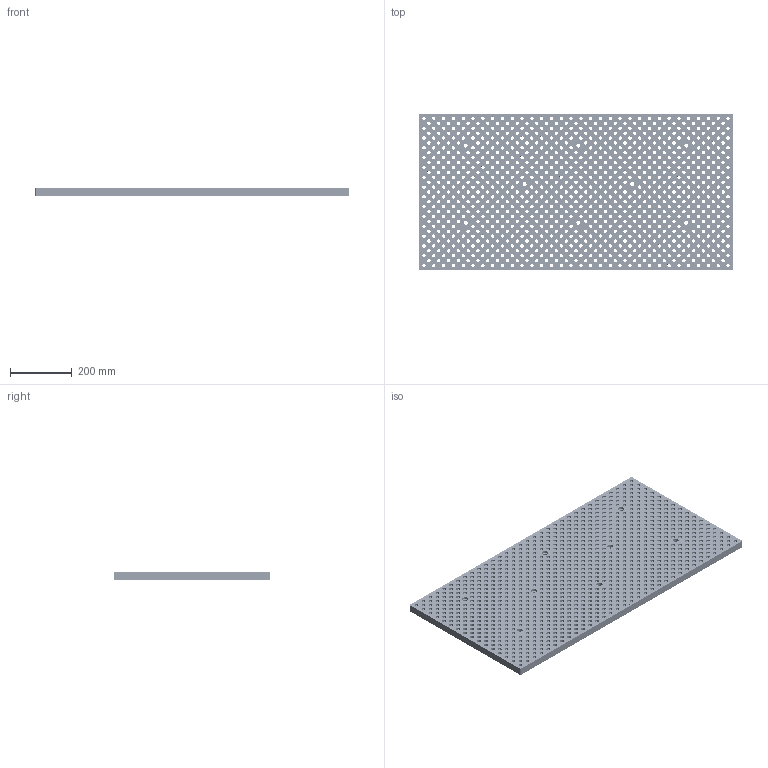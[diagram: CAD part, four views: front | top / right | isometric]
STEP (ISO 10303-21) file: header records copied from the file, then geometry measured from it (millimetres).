
FILE_DESCRIPTION(/* description */ (''),/* implementation_level */ '2;1');
FILE_NAME(/* name */ 'Haas VF-2YT Fixture Plate.step',/* time_stamp */ '2022-12-29T13:04:25-05:00',/* author */ (''),/* organization */ (''),/* preprocessor_version */ 'ST-DEVELOPER v19.2',/* originating_system */ 'Autodesk Translation Framework v11.17.0.187',/* authorisation */ '');
FILE_SCHEMA (('AUTOMOTIVE_DESIGN { 1 0 10303 214 3 1 1 }'));
Products named in the file (5): VF2YT (REVERT FROM STEEL CAM) 7075 ALU (40x20) TOPSIDE UP; Component1; SMW v3; Solid; Component4
Assembly tree (4 placements, depth 4):
  VF2YT (REVERT FROM STEEL CAM) 7075 ALU (40x20) TOPSIDE UP
    Component1
      SMW v3
        Solid
      Component4
Bounding box: 1016 x 508 x 24.13 mm (x, y, z)
Volume: 10069675.5 mm3; surface area: 1763256.9 mm2
Topology: 1 solids, 1 shells, 3011 faces, 6075 edges, 4050 vertices
Faces by surface type: cylinder 1961, plane 1003, bspline 47
Full cylindrical faces by diameter (mm): 7.315 x8, 10.808 x961, 12.713 x961, 13.081 x8, 19.939 x8
Entity records: 85357 total; most frequent: DIRECTION 15849, CARTESIAN_POINT 14218, ORIENTED_EDGE 12150, AXIS2_PLACEMENT_3D 6895, EDGE_CURVE 6075, EDGE_LOOP 5933, VERTEX_POINT 4050, CIRCLE 3922
